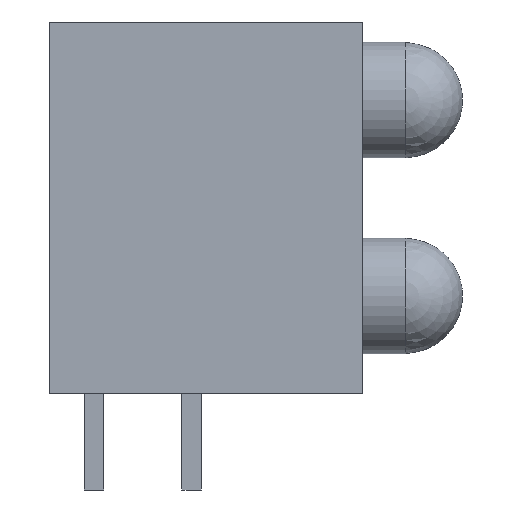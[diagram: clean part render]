
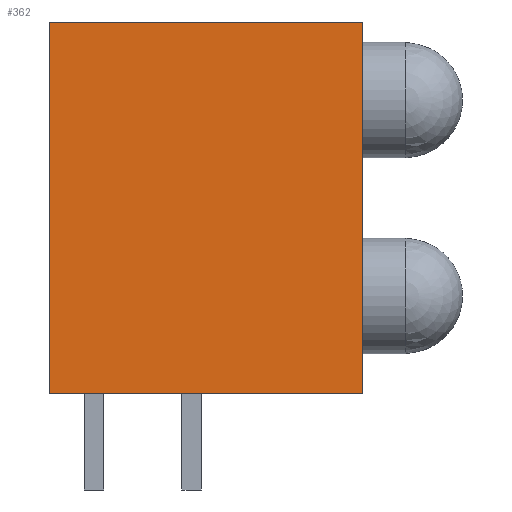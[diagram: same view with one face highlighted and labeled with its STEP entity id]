
A CAD part, left-side view. The second image highlights one B-rep face of the part: STEP entity #362.
In plain terms, the highlighted planar face has unit normal (-1, 0, 0).
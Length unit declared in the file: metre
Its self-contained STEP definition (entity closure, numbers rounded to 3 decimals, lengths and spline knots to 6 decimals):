
#144 = EDGE_CURVE( '', #401, #402, #403, .T. );
#256 = EDGE_CURVE( '', #402, #587, #588, .T. );
#302 = EDGE_CURVE( '', #587, #523, #644, .T. );
#328 = EDGE_CURVE( '', #523, #401, #679, .T. );
#362 = ADVANCED_FACE( '', ( #717 ), #718, .T. );
#401 = VERTEX_POINT( '', #754 );
#402 = VERTEX_POINT( '', #755 );
#403 = LINE( '', #756, #757 );
#523 = VERTEX_POINT( '', #913 );
#587 = VERTEX_POINT( '', #1007 );
#588 = LINE( '', #1008, #1009 );
#644 = LINE( '', #1101, #1102 );
#679 = LINE( '', #1154, #1155 );
#717 = FACE_OUTER_BOUND( '', #1217, .T. );
#718 = PLANE( '', #1218 );
#754 = CARTESIAN_POINT( '', ( -0.002159, 0.004089, 0.010068 ) );
#755 = CARTESIAN_POINT( '', ( -0.002159, 0.004089, 0.000418 ) );
#756 = CARTESIAN_POINT( '', ( -0.002159, 0.004089, 0.000418 ) );
#757 = VECTOR( '', #1256, 1. );
#913 = CARTESIAN_POINT( '', ( -0.002159, -0.004041, 0.010068 ) );
#1007 = CARTESIAN_POINT( '', ( -0.002159, -0.004041, 0.000418 ) );
#1008 = CARTESIAN_POINT( '', ( -0.002159, 0.004089, 0.000418 ) );
#1009 = VECTOR( '', #1475, 1. );
#1101 = CARTESIAN_POINT( '', ( -0.002159, -0.004041, 0.000418 ) );
#1102 = VECTOR( '', #1525, 1. );
#1154 = CARTESIAN_POINT( '', ( -0.002159, 0.004089, 0.010068 ) );
#1155 = VECTOR( '', #1571, 1. );
#1217 = EDGE_LOOP( '', ( #1619, #1620, #1621, #1622 ) );
#1218 = AXIS2_PLACEMENT_3D( '', #1623, #1624, #1625 );
#1256 = DIRECTION( '', ( 0., 0., -1. ) );
#1475 = DIRECTION( '', ( 0., -1., 0. ) );
#1525 = DIRECTION( '', ( 0., 0., 1. ) );
#1571 = DIRECTION( '', ( 0., 1., 0. ) );
#1619 = ORIENTED_EDGE( '', *, *, #328, .T. );
#1620 = ORIENTED_EDGE( '', *, *, #144, .T. );
#1621 = ORIENTED_EDGE( '', *, *, #256, .T. );
#1622 = ORIENTED_EDGE( '', *, *, #302, .T. );
#1623 = CARTESIAN_POINT( '', ( -0.002159, 0.004089, 0.000418 ) );
#1624 = DIRECTION( '', ( -1., 0., 0. ) );
#1625 = DIRECTION( '', ( 0., 0., 1. ) );
